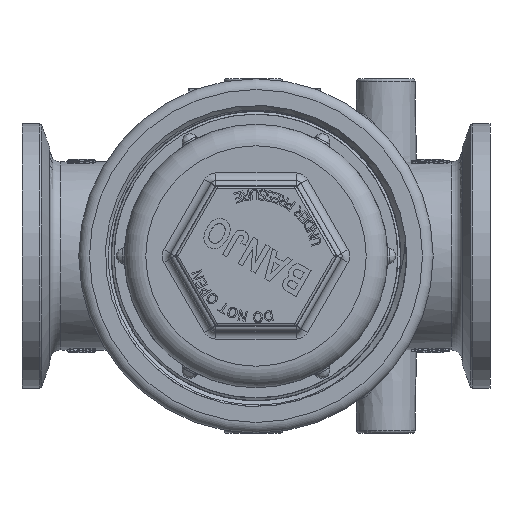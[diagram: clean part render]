
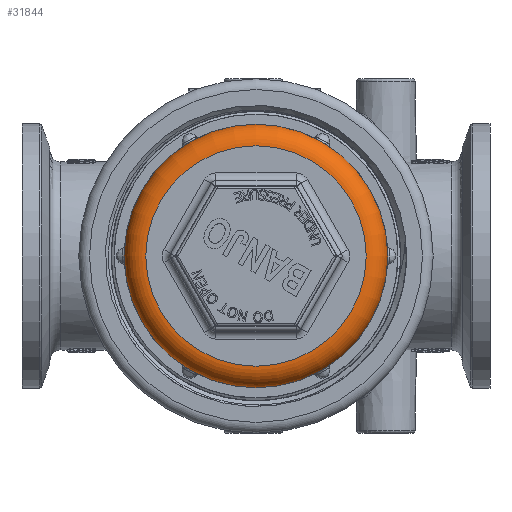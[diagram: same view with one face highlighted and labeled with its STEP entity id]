
A CAD part, front view. The second image highlights one B-rep face of the part: STEP entity #31844.
In plain terms, the highlighted toroidal (fillet/blend) face has major radius 32.544 mm and minor radius 6.35 mm.
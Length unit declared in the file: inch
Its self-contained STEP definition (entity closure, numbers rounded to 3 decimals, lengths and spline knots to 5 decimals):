
#181=TOROIDAL_SURFACE($,#33999,1.28125,0.25);
#2328=FACE_BOUND($,#6501,.T.);
#4524=FACE_OUTER_BOUND($,#6500,.T.);
#6500=EDGE_LOOP($,(#26758));
#6501=EDGE_LOOP($,(#26759));
#12945=CIRCLE($,#33869,1.28125);
#13007=CIRCLE($,#33976,1.53125);
#14973=VERTEX_POINT($,#96999);
#15036=VERTEX_POINT($,#98693);
#19004=EDGE_CURVE($,#14973,#14973,#12945,.T.);
#19125=EDGE_CURVE($,#15036,#15036,#13007,.T.);
#26758=ORIENTED_EDGE($,*,*,#19125,.F.);
#26759=ORIENTED_EDGE($,*,*,#19004,.T.);
#31844=ADVANCED_FACE($,(#4524,#2328),#181,.T.);
#33869=AXIS2_PLACEMENT_3D($,#97000,#38576,#38577);
#33976=AXIS2_PLACEMENT_3D($,#98694,#38832,#38833);
#33999=AXIS2_PLACEMENT_3D($,#102178,#38883,#38884);
#38576=DIRECTION('center_axis',(0.,1.,0.));
#38577=DIRECTION('ref_axis',(-1.,0.,0.));
#38832=DIRECTION('center_axis',(0.,1.,0.));
#38833=DIRECTION('ref_axis',(-1.,0.,0.));
#38883=DIRECTION('center_axis',(0.,1.,0.));
#38884=DIRECTION('ref_axis',(0.,0.,1.));
#96999=CARTESIAN_POINT('',(-1.28125,-6.785,0.));
#97000=CARTESIAN_POINT('Origin',(0.,-6.785,0.));
#98693=CARTESIAN_POINT('',(-1.53125,-6.535,0.));
#98694=CARTESIAN_POINT('Origin',(0.,-6.535,0.));
#102178=CARTESIAN_POINT('Origin',(0.,-6.535,0.));
